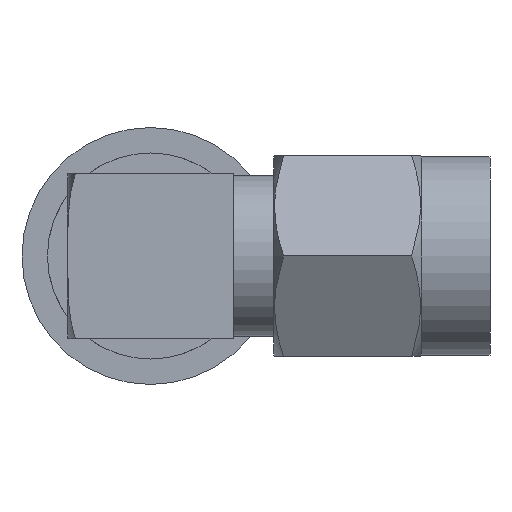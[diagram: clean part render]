
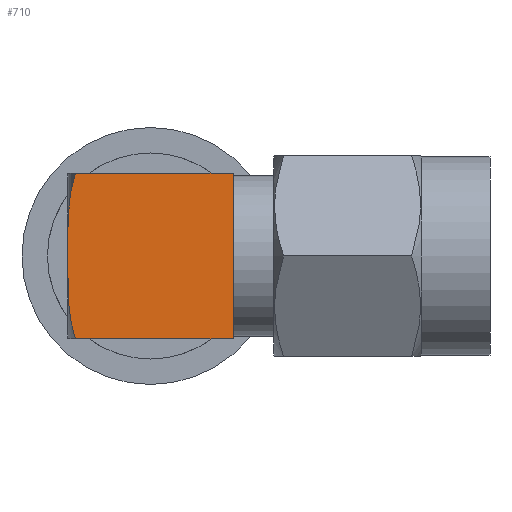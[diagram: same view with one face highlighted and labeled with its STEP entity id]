
A CAD part, front view. The second image highlights one B-rep face of the part: STEP entity #710.
In plain terms, the highlighted planar face has unit normal (0, -1, 0).
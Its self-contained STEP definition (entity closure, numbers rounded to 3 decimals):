
#77 = ORIENTED_EDGE ( 'NONE', *, *, #3316, .F. ) ;
#83 = LINE ( 'NONE', #692, #695 ) ;
#126 = EDGE_LOOP ( 'NONE', ( #2930, #3571, #3642, #2171, #77, #373 ) ) ;
#132 = DIRECTION ( 'NONE',  ( 0., 0., 1. ) ) ;
#156 = CARTESIAN_POINT ( 'NONE',  ( -3.25, -6.5, 0.572 ) ) ;
#178 = CARTESIAN_POINT ( 'NONE',  ( -3.025, -6.5, 3.036 ) ) ;
#214 = LINE ( 'NONE', #531, #2580 ) ;
#217 = EDGE_CURVE ( 'NONE', #1029, #3307, #321, .T. ) ;
#307 = EDGE_CURVE ( 'NONE', #3507, #322, #83, .T. ) ;
#321 = B_SPLINE_CURVE_WITH_KNOTS ( 'NONE', 3,
 ( #1651, #178, #3698, #1469, #1175, #3512, #2057, #595 ),
 .UNSPECIFIED., .F., .F.,
 ( 4, 2, 2, 4 ),
 ( 0.024, 0.025, 0.025, 0.027 ),
 .UNSPECIFIED. ) ;
#322 = VERTEX_POINT ( 'NONE', #2386 ) ;
#339 = CARTESIAN_POINT ( 'NONE',  ( -2.952, -6.5, -3.25 ) ) ;
#373 = ORIENTED_EDGE ( 'NONE', *, *, #217, .T. ) ;
#422 = DIRECTION ( 'NONE',  ( 0., 0., -1. ) ) ;
#531 = CARTESIAN_POINT ( 'NONE',  ( -3.25, -6.5, 3.25 ) ) ;
#595 = CARTESIAN_POINT ( 'NONE',  ( -3.25, -6.5, 0.572 ) ) ;
#692 = CARTESIAN_POINT ( 'NONE',  ( 3.25, -6.5, 3.25 ) ) ;
#695 = VECTOR ( 'NONE', #422, 1000. ) ;
#710 = ADVANCED_FACE ( 'NONE', ( #814 ), #3078, .F. ) ;
#814 = FACE_OUTER_BOUND ( 'NONE', #126, .T. ) ;
#860 = CARTESIAN_POINT ( 'NONE',  ( -2.952, -6.5, 3.25 ) ) ;
#998 = DIRECTION ( 'NONE',  ( 0., 0., -1. ) ) ;
#1029 = VERTEX_POINT ( 'NONE', #860 ) ;
#1111 = DIRECTION ( 'NONE',  ( 1., 0., 0. ) ) ;
#1175 = CARTESIAN_POINT ( 'NONE',  ( -3.193, -6.5, 2.145 ) ) ;
#1211 = AXIS2_PLACEMENT_3D ( 'NONE', #1660, #1988, #132 ) ;
#1430 = EDGE_CURVE ( 'NONE', #2697, #322, #3729, .T. ) ;
#1469 = CARTESIAN_POINT ( 'NONE',  ( -3.166, -6.5, 2.368 ) ) ;
#1511 = VERTEX_POINT ( 'NONE', #2007 ) ;
#1651 = CARTESIAN_POINT ( 'NONE',  ( -2.952, -6.5, 3.25 ) ) ;
#1660 = CARTESIAN_POINT ( 'NONE',  ( -3.25, -6.5, 3.25 ) ) ;
#1988 = DIRECTION ( 'NONE',  ( 0., 1., 0. ) ) ;
#2007 = CARTESIAN_POINT ( 'NONE',  ( -3.25, -6.5, -0.572 ) ) ;
#2020 = CARTESIAN_POINT ( 'NONE',  ( -2.952, -6.5, -3.25 ) ) ;
#2055 = CARTESIAN_POINT ( 'NONE',  ( -3.102, -6.5, -2.813 ) ) ;
#2057 = CARTESIAN_POINT ( 'NONE',  ( -3.25, -6.5, 1.023 ) ) ;
#2078 = CARTESIAN_POINT ( 'NONE',  ( -3.25, -6.5, -1.023 ) ) ;
#2098 = CARTESIAN_POINT ( 'NONE',  ( -3.25, -6.5, -0.572 ) ) ;
#2171 = ORIENTED_EDGE ( 'NONE', *, *, #307, .F. ) ;
#2386 = CARTESIAN_POINT ( 'NONE',  ( 3.25, -6.5, -3.25 ) ) ;
#2423 = EDGE_CURVE ( 'NONE', #3307, #1511, #2453, .T. ) ;
#2453 = LINE ( 'NONE', #2689, #3029 ) ;
#2533 = DIRECTION ( 'NONE',  ( 1., 0., 0. ) ) ;
#2580 = VECTOR ( 'NONE', #1111, 1000. ) ;
#2689 = CARTESIAN_POINT ( 'NONE',  ( -3.25, -6.5, 3.25 ) ) ;
#2697 = VERTEX_POINT ( 'NONE', #2020 ) ;
#2930 = ORIENTED_EDGE ( 'NONE', *, *, #2423, .T. ) ;
#3001 = CARTESIAN_POINT ( 'NONE',  ( 3.25, -6.5, 3.25 ) ) ;
#3029 = VECTOR ( 'NONE', #998, 1000. ) ;
#3078 = PLANE ( 'NONE',  #1211 ) ;
#3134 = VECTOR ( 'NONE', #2533, 1000. ) ;
#3250 = CARTESIAN_POINT ( 'NONE',  ( -3.175, -6.5, -2.369 ) ) ;
#3307 = VERTEX_POINT ( 'NONE', #156 ) ;
#3316 = EDGE_CURVE ( 'NONE', #1029, #3507, #214, .T. ) ;
#3418 = EDGE_CURVE ( 'NONE', #1511, #2697, #3477, .T. ) ;
#3458 = CARTESIAN_POINT ( 'NONE',  ( -3.25, -6.5, -3.25 ) ) ;
#3477 = B_SPLINE_CURVE_WITH_KNOTS ( 'NONE', 3,
 ( #2098, #2078, #3510, #3250, #2055, #339 ),
 .UNSPECIFIED., .F., .F.,
 ( 4, 2, 4 ),
 ( 0.001, 0.002, 0.003 ),
 .UNSPECIFIED. ) ;
#3507 = VERTEX_POINT ( 'NONE', #3001 ) ;
#3510 = CARTESIAN_POINT ( 'NONE',  ( -3.249, -6.5, -1.474 ) ) ;
#3512 = CARTESIAN_POINT ( 'NONE',  ( -3.249, -6.5, 1.473 ) ) ;
#3571 = ORIENTED_EDGE ( 'NONE', *, *, #3418, .T. ) ;
#3642 = ORIENTED_EDGE ( 'NONE', *, *, #1430, .T. ) ;
#3698 = CARTESIAN_POINT ( 'NONE',  ( -3.082, -6.5, 2.813 ) ) ;
#3729 = LINE ( 'NONE', #3458, #3134 ) ;
